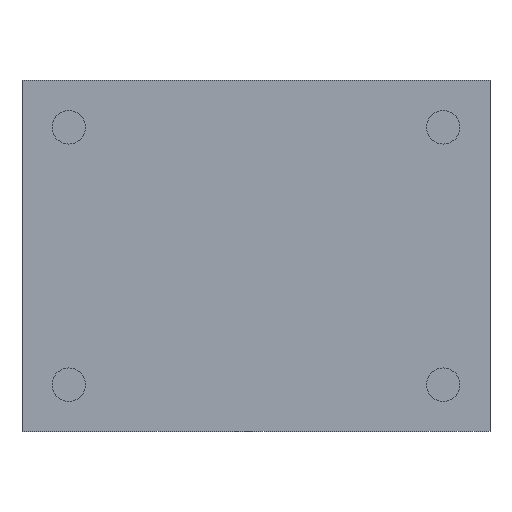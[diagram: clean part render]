
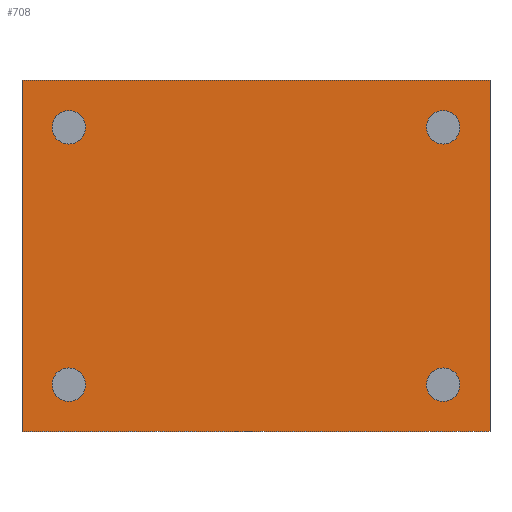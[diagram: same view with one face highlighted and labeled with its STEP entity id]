
A CAD part, front view. The second image highlights one B-rep face of the part: STEP entity #708.
In plain terms, the highlighted planar face has unit normal (0, -1, 0).
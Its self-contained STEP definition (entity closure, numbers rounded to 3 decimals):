
#251 = VERTEX_POINT('',#252);
#252 = CARTESIAN_POINT('',(30.,0.,-22.5));
#258 = EDGE_CURVE('',#259,#251,#261,.T.);
#259 = VERTEX_POINT('',#260);
#260 = CARTESIAN_POINT('',(30.,0.,-67.5));
#261 = LINE('',#262,#263);
#262 = CARTESIAN_POINT('',(30.,0.,-67.5));
#263 = VECTOR('',#264,1.);
#264 = DIRECTION('',(0.,0.,1.));
#689 = VERTEX_POINT('',#690);
#690 = CARTESIAN_POINT('',(-30.,0.,-67.5));
#698 = EDGE_CURVE('',#689,#259,#699,.T.);
#699 = LINE('',#700,#701);
#700 = CARTESIAN_POINT('',(-30.,0.,-67.5));
#701 = VECTOR('',#702,1.);
#702 = DIRECTION('',(1.,0.,0.));
#708 = ADVANCED_FACE('',(#709,#727,#738,#749,#760),#771,.F.);
#709 = FACE_BOUND('',#710,.T.);
#710 = EDGE_LOOP('',(#711,#719,#725,#726));
#711 = ORIENTED_EDGE('',*,*,#712,.T.);
#712 = EDGE_CURVE('',#251,#713,#715,.T.);
#713 = VERTEX_POINT('',#714);
#714 = CARTESIAN_POINT('',(-30.,0.,-22.5));
#715 = LINE('',#716,#717);
#716 = CARTESIAN_POINT('',(30.,0.,-22.5));
#717 = VECTOR('',#718,1.);
#718 = DIRECTION('',(-1.,0.,0.));
#719 = ORIENTED_EDGE('',*,*,#720,.T.);
#720 = EDGE_CURVE('',#713,#689,#721,.T.);
#721 = LINE('',#722,#723);
#722 = CARTESIAN_POINT('',(-30.,0.,-22.5));
#723 = VECTOR('',#724,1.);
#724 = DIRECTION('',(0.,0.,-1.));
#725 = ORIENTED_EDGE('',*,*,#698,.T.);
#726 = ORIENTED_EDGE('',*,*,#258,.T.);
#727 = FACE_BOUND('',#728,.F.);
#728 = EDGE_LOOP('',(#729));
#729 = ORIENTED_EDGE('',*,*,#730,.T.);
#730 = EDGE_CURVE('',#731,#731,#733,.T.);
#731 = VERTEX_POINT('',#732);
#732 = CARTESIAN_POINT('',(26.15,0.,-61.5));
#733 = CIRCLE('',#734,2.15);
#734 = AXIS2_PLACEMENT_3D('',#735,#736,#737);
#735 = CARTESIAN_POINT('',(24.,0.,-61.5));
#736 = DIRECTION('',(0.,-1.,0.));
#737 = DIRECTION('',(1.,0.,0.));
#738 = FACE_BOUND('',#739,.F.);
#739 = EDGE_LOOP('',(#740));
#740 = ORIENTED_EDGE('',*,*,#741,.T.);
#741 = EDGE_CURVE('',#742,#742,#744,.T.);
#742 = VERTEX_POINT('',#743);
#743 = CARTESIAN_POINT('',(-21.85,0.,-61.5));
#744 = CIRCLE('',#745,2.15);
#745 = AXIS2_PLACEMENT_3D('',#746,#747,#748);
#746 = CARTESIAN_POINT('',(-24.,0.,-61.5));
#747 = DIRECTION('',(0.,-1.,0.));
#748 = DIRECTION('',(1.,0.,0.));
#749 = FACE_BOUND('',#750,.F.);
#750 = EDGE_LOOP('',(#751));
#751 = ORIENTED_EDGE('',*,*,#752,.T.);
#752 = EDGE_CURVE('',#753,#753,#755,.T.);
#753 = VERTEX_POINT('',#754);
#754 = CARTESIAN_POINT('',(-21.85,0.,-28.5));
#755 = CIRCLE('',#756,2.15);
#756 = AXIS2_PLACEMENT_3D('',#757,#758,#759);
#757 = CARTESIAN_POINT('',(-24.,0.,-28.5));
#758 = DIRECTION('',(0.,-1.,0.));
#759 = DIRECTION('',(1.,0.,0.));
#760 = FACE_BOUND('',#761,.F.);
#761 = EDGE_LOOP('',(#762));
#762 = ORIENTED_EDGE('',*,*,#763,.T.);
#763 = EDGE_CURVE('',#764,#764,#766,.T.);
#764 = VERTEX_POINT('',#765);
#765 = CARTESIAN_POINT('',(26.15,0.,-28.5));
#766 = CIRCLE('',#767,2.15);
#767 = AXIS2_PLACEMENT_3D('',#768,#769,#770);
#768 = CARTESIAN_POINT('',(24.,0.,-28.5));
#769 = DIRECTION('',(0.,-1.,0.));
#770 = DIRECTION('',(1.,0.,0.));
#771 = PLANE('',#772);
#772 = AXIS2_PLACEMENT_3D('',#773,#774,#775);
#773 = CARTESIAN_POINT('',(0.,0.,-45.));
#774 = DIRECTION('',(0.,1.,0.));
#775 = DIRECTION('',(0.,0.,1.));
